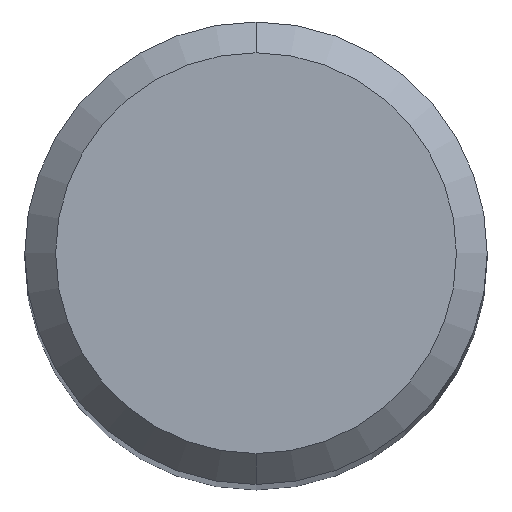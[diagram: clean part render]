
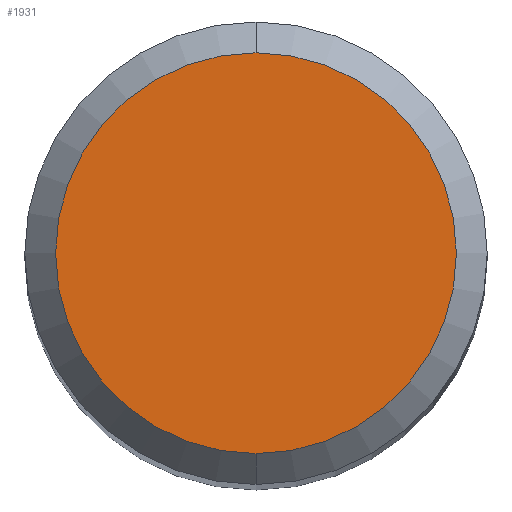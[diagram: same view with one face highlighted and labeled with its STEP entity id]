
A CAD part, top view. The second image highlights one B-rep face of the part: STEP entity #1931.
In plain terms, the highlighted planar face has unit normal (0, 0, 1).
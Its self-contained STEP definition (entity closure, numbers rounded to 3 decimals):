
#993=VERTEX_POINT('',#2347);
#1423=EDGE_CURVE('',#993,#1681,#2810,.T.);
#1681=VERTEX_POINT('',#3091);
#1931=ADVANCED_FACE('',(#3368),#3369,.T.);
#1989=EDGE_CURVE('',#1681,#993,#3434,.T.);
#2347=CARTESIAN_POINT('',(0.0,2.6,0.0));
#2810=CIRCLE('',#10939,2.6);
#3091=CARTESIAN_POINT('',(0.,-2.6,0.0));
#3368=FACE_OUTER_BOUND('',#15422,.T.);
#3369=PLANE('',#15423);
#3434=CIRCLE('',#15998,2.6);
#10939=AXIS2_PLACEMENT_3D('',#16697,#16698,#16699);
#15422=EDGE_LOOP('',(#17221,#17222));
#15423=AXIS2_PLACEMENT_3D('',#17223,#17224,#17225);
#15998=AXIS2_PLACEMENT_3D('',#17300,#17301,#17302);
#16697=CARTESIAN_POINT('',(0.0,0.0,0.0));
#16698=DIRECTION('',(0.0,0.0,-1.0));
#16699=DIRECTION('',(0.0,1.0,0.0));
#17221=ORIENTED_EDGE('',*,*,#1423,.F.);
#17222=ORIENTED_EDGE('',*,*,#1989,.F.);
#17223=CARTESIAN_POINT('',(0.0,1.3,0.0));
#17224=DIRECTION('',(-0.0,0.0,1.0));
#17225=DIRECTION('',(0.0,-1.0,0.0));
#17300=CARTESIAN_POINT('',(0.0,0.0,0.0));
#17301=DIRECTION('',(0.0,0.0,-1.0));
#17302=DIRECTION('',(0.0,1.0,0.0));
